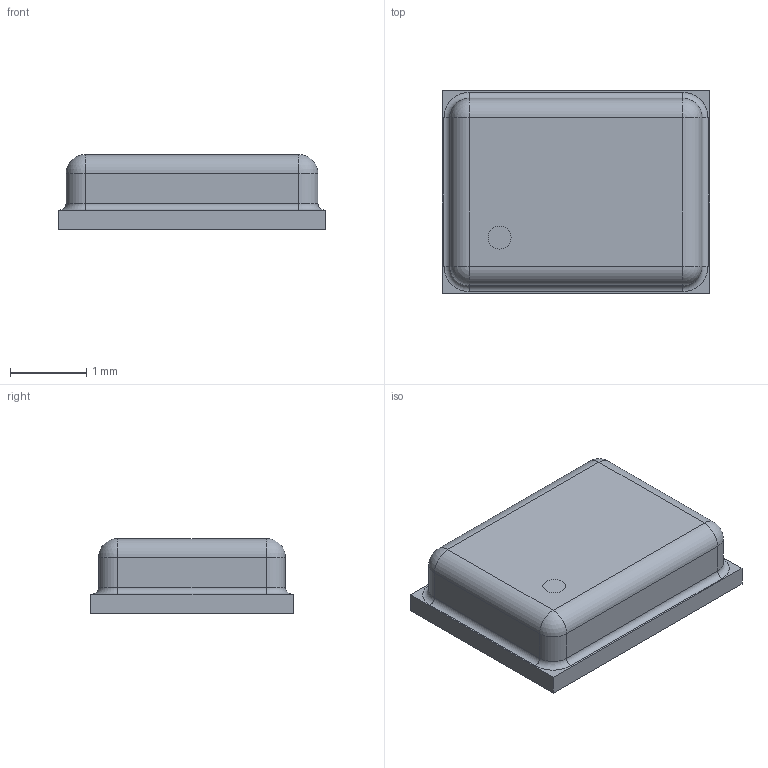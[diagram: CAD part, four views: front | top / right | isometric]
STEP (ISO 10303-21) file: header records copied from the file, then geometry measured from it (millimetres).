
FILE_DESCRIPTION(('FreeCAD Model'),'2;1');
FILE_NAME('Open CASCADE Shape Model','2022-01-12T21:22:42',('Author'),( ''),'Open CASCADE STEP processor 7.5','FreeCAD','Unknown');
FILE_SCHEMA(('AUTOMOTIVE_DESIGN { 1 0 10303 214 1 1 1 1 }'));
Length unit declared in the file: millimetre
Products named in the file (1): BooleanFragments
Bounding box: 3.5 x 2.65 x 0.98 mm (x, y, z)
Volume: 8 mm3; surface area: 28.4 mm2
Topology: 1 solids, 1 shells, 34 faces, 73 edges, 40 vertices
Faces by surface type: plane 13, cylinder 13, torus 4, sphere 4
Full cylindrical faces by diameter (mm): 0.375 x1
Entity records: 1835 total; most frequent: CARTESIAN_POINT 351, DIRECTION 262, ORIENTED_EDGE 136, PCURVE 136, DEFINITIONAL_REPRESENTATION 136, LINE 125, VECTOR 125, EDGE_CURVE 68
